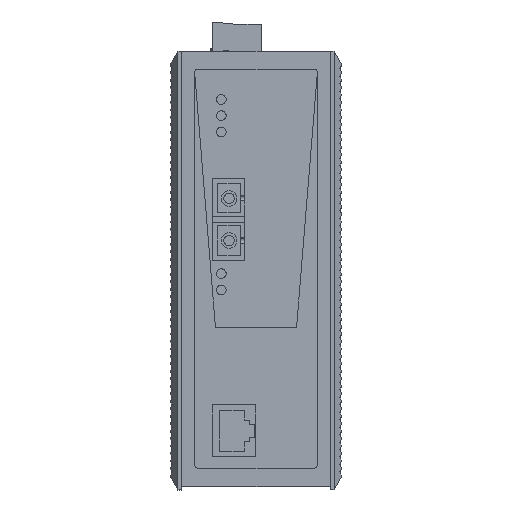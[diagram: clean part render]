
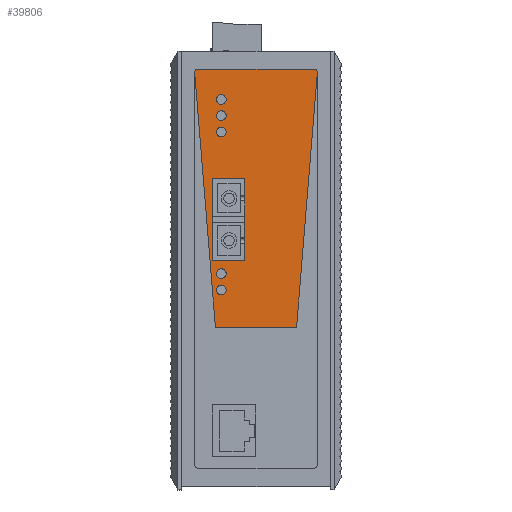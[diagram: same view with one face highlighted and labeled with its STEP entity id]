
A CAD part, top view. The second image highlights one B-rep face of the part: STEP entity #39806.
In plain terms, the highlighted planar face has unit normal (0, 0, 1).
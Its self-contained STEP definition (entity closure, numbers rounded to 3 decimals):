
#39598=AXIS2_PLACEMENT_3D('Circle Axis2P3D',#39596,#39597,$) ;
#39630=AXIS2_PLACEMENT_3D('Circle Axis2P3D',#39628,#39629,$) ;
#39644=AXIS2_PLACEMENT_3D('Plane Axis2P3D',#39641,#39642,#39643) ;
#39671=AXIS2_PLACEMENT_3D('Circle Axis2P3D',#39669,#39670,$) ;
#39685=AXIS2_PLACEMENT_3D('Circle Axis2P3D',#39683,#39684,$) ;
#39736=AXIS2_PLACEMENT_3D('Circle Axis2P3D',#39734,#39735,$) ;
#39745=AXIS2_PLACEMENT_3D('Circle Axis2P3D',#39743,#39744,$) ;
#39754=AXIS2_PLACEMENT_3D('Circle Axis2P3D',#39752,#39753,$) ;
#39763=AXIS2_PLACEMENT_3D('Circle Axis2P3D',#39761,#39762,$) ;
#39772=AXIS2_PLACEMENT_3D('Circle Axis2P3D',#39770,#39771,$) ;
#39781=AXIS2_PLACEMENT_3D('Circle Axis2P3D',#39779,#39780,$) ;
#39790=AXIS2_PLACEMENT_3D('Circle Axis2P3D',#39788,#39789,$) ;
#39799=AXIS2_PLACEMENT_3D('Circle Axis2P3D',#39797,#39798,$) ;
#39593=CARTESIAN_POINT('Vertex',(14.227,120.09,113.3)) ;
#39596=CARTESIAN_POINT('Axis2P3D Location',(15.727,120.09,113.3)) ;
#39600=CARTESIAN_POINT('Vertex',(17.227,120.09,113.3)) ;
#39628=CARTESIAN_POINT('Axis2P3D Location',(15.727,120.09,113.3)) ;
#39641=CARTESIAN_POINT('Axis2P3D Location',(0.027,1.,113.3)) ;
#39646=CARTESIAN_POINT('Line Origine',(10.727,89.22,113.3)) ;
#39650=CARTESIAN_POINT('Vertex',(7.527,128.44,113.3)) ;
#39652=CARTESIAN_POINT('Vertex',(13.927,50.,113.3)) ;
#39655=CARTESIAN_POINT('Line Origine',(26.427,50.,113.3)) ;
#39659=CARTESIAN_POINT('Vertex',(38.927,50.,113.3)) ;
#39662=CARTESIAN_POINT('Line Origine',(42.127,89.22,113.3)) ;
#39666=CARTESIAN_POINT('Vertex',(45.327,128.44,113.3)) ;
#39669=CARTESIAN_POINT('Axis2P3D Location',(44.327,128.44,113.3)) ;
#39673=CARTESIAN_POINT('Vertex',(44.327,129.44,113.3)) ;
#39676=CARTESIAN_POINT('Line Origine',(26.427,129.44,113.3)) ;
#39680=CARTESIAN_POINT('Vertex',(8.527,129.44,113.3)) ;
#39683=CARTESIAN_POINT('Axis2P3D Location',(8.527,128.44,113.3)) ;
#39696=CARTESIAN_POINT('Line Origine',(23.027,83.14,113.3)) ;
#39700=CARTESIAN_POINT('Vertex',(23.027,70.44,113.3)) ;
#39702=CARTESIAN_POINT('Vertex',(23.027,95.84,113.3)) ;
#39705=CARTESIAN_POINT('Line Origine',(18.077,70.44,113.3)) ;
#39709=CARTESIAN_POINT('Vertex',(13.127,70.44,113.3)) ;
#39712=CARTESIAN_POINT('Line Origine',(13.127,83.14,113.3)) ;
#39716=CARTESIAN_POINT('Vertex',(13.127,95.84,113.3)) ;
#39719=CARTESIAN_POINT('Line Origine',(18.077,95.84,113.3)) ;
#39734=CARTESIAN_POINT('Axis2P3D Location',(15.727,115.09,113.3)) ;
#39738=CARTESIAN_POINT('Vertex',(17.227,115.09,113.3)) ;
#39740=CARTESIAN_POINT('Vertex',(14.227,115.09,113.3)) ;
#39743=CARTESIAN_POINT('Axis2P3D Location',(15.727,115.09,113.3)) ;
#39752=CARTESIAN_POINT('Axis2P3D Location',(15.727,61.44,113.3)) ;
#39756=CARTESIAN_POINT('Vertex',(17.227,61.44,113.3)) ;
#39758=CARTESIAN_POINT('Vertex',(14.227,61.44,113.3)) ;
#39761=CARTESIAN_POINT('Axis2P3D Location',(15.727,61.44,113.3)) ;
#39770=CARTESIAN_POINT('Axis2P3D Location',(15.727,66.44,113.3)) ;
#39774=CARTESIAN_POINT('Vertex',(17.227,66.44,113.3)) ;
#39776=CARTESIAN_POINT('Vertex',(14.227,66.44,113.3)) ;
#39779=CARTESIAN_POINT('Axis2P3D Location',(15.727,66.44,113.3)) ;
#39788=CARTESIAN_POINT('Axis2P3D Location',(15.727,110.09,113.3)) ;
#39792=CARTESIAN_POINT('Vertex',(17.227,110.09,113.3)) ;
#39794=CARTESIAN_POINT('Vertex',(14.227,110.09,113.3)) ;
#39797=CARTESIAN_POINT('Axis2P3D Location',(15.727,110.09,113.3)) ;
#39597=DIRECTION('Axis2P3D Direction',(0.,0.,1.)) ;
#39629=DIRECTION('Axis2P3D Direction',(0.,0.,1.)) ;
#39642=DIRECTION('Axis2P3D Direction',(0.,0.,1.)) ;
#39643=DIRECTION('Axis2P3D XDirection',(1.,0.,0.)) ;
#39647=DIRECTION('Vector Direction',(0.081,-0.997,0.)) ;
#39656=DIRECTION('Vector Direction',(1.,0.,0.)) ;
#39663=DIRECTION('Vector Direction',(0.081,0.997,0.)) ;
#39670=DIRECTION('Axis2P3D Direction',(0.,0.,1.)) ;
#39677=DIRECTION('Vector Direction',(-1.,0.,0.)) ;
#39684=DIRECTION('Axis2P3D Direction',(0.,0.,1.)) ;
#39697=DIRECTION('Vector Direction',(0.,1.,0.)) ;
#39706=DIRECTION('Vector Direction',(-1.,0.,0.)) ;
#39713=DIRECTION('Vector Direction',(0.,-1.,0.)) ;
#39720=DIRECTION('Vector Direction',(1.,0.,0.)) ;
#39735=DIRECTION('Axis2P3D Direction',(0.,0.,1.)) ;
#39744=DIRECTION('Axis2P3D Direction',(0.,0.,1.)) ;
#39753=DIRECTION('Axis2P3D Direction',(0.,0.,1.)) ;
#39762=DIRECTION('Axis2P3D Direction',(0.,0.,1.)) ;
#39771=DIRECTION('Axis2P3D Direction',(0.,0.,1.)) ;
#39780=DIRECTION('Axis2P3D Direction',(0.,0.,1.)) ;
#39789=DIRECTION('Axis2P3D Direction',(0.,0.,1.)) ;
#39798=DIRECTION('Axis2P3D Direction',(0.,0.,1.)) ;
#39648=VECTOR('Line Direction',#39647,1.) ;
#39657=VECTOR('Line Direction',#39656,1.) ;
#39664=VECTOR('Line Direction',#39663,1.) ;
#39678=VECTOR('Line Direction',#39677,1.) ;
#39698=VECTOR('Line Direction',#39697,1.) ;
#39707=VECTOR('Line Direction',#39706,1.) ;
#39714=VECTOR('Line Direction',#39713,1.) ;
#39721=VECTOR('Line Direction',#39720,1.) ;
#39689=ORIENTED_EDGE('',*,*,#39654,.T.) ;
#39690=ORIENTED_EDGE('',*,*,#39661,.T.) ;
#39691=ORIENTED_EDGE('',*,*,#39668,.T.) ;
#39692=ORIENTED_EDGE('',*,*,#39675,.T.) ;
#39693=ORIENTED_EDGE('',*,*,#39682,.T.) ;
#39694=ORIENTED_EDGE('',*,*,#39687,.T.) ;
#39725=ORIENTED_EDGE('',*,*,#39704,.F.) ;
#39726=ORIENTED_EDGE('',*,*,#39711,.F.) ;
#39727=ORIENTED_EDGE('',*,*,#39718,.F.) ;
#39728=ORIENTED_EDGE('',*,*,#39723,.F.) ;
#39731=ORIENTED_EDGE('',*,*,#39632,.F.) ;
#39732=ORIENTED_EDGE('',*,*,#39602,.F.) ;
#39749=ORIENTED_EDGE('',*,*,#39742,.F.) ;
#39750=ORIENTED_EDGE('',*,*,#39747,.F.) ;
#39767=ORIENTED_EDGE('',*,*,#39760,.F.) ;
#39768=ORIENTED_EDGE('',*,*,#39765,.F.) ;
#39785=ORIENTED_EDGE('',*,*,#39778,.F.) ;
#39786=ORIENTED_EDGE('',*,*,#39783,.F.) ;
#39803=ORIENTED_EDGE('',*,*,#39796,.F.) ;
#39804=ORIENTED_EDGE('',*,*,#39801,.F.) ;
#39729=FACE_BOUND('',#39724,.T.) ;
#39733=FACE_BOUND('',#39730,.T.) ;
#39751=FACE_BOUND('',#39748,.T.) ;
#39769=FACE_BOUND('',#39766,.T.) ;
#39787=FACE_BOUND('',#39784,.T.) ;
#39805=FACE_BOUND('',#39802,.T.) ;
#39806=ADVANCED_FACE('AUFDRUCK_ORANGE',(#39695,#39729,#39733,#39751,#39769,#39787,#39805),#39645,.T.) ;
#39599=CIRCLE('generated circle',#39598,1.5) ;
#39631=CIRCLE('generated circle',#39630,1.5) ;
#39672=CIRCLE('generated circle',#39671,1.) ;
#39686=CIRCLE('generated circle',#39685,1.) ;
#39737=CIRCLE('generated circle',#39736,1.5) ;
#39746=CIRCLE('generated circle',#39745,1.5) ;
#39755=CIRCLE('generated circle',#39754,1.5) ;
#39764=CIRCLE('generated circle',#39763,1.5) ;
#39773=CIRCLE('generated circle',#39772,1.5) ;
#39782=CIRCLE('generated circle',#39781,1.5) ;
#39791=CIRCLE('generated circle',#39790,1.5) ;
#39800=CIRCLE('generated circle',#39799,1.5) ;
#39602=EDGE_CURVE('',#39594,#39601,#39599,.T.) ;
#39632=EDGE_CURVE('',#39601,#39594,#39631,.T.) ;
#39654=EDGE_CURVE('',#39651,#39653,#39649,.T.) ;
#39661=EDGE_CURVE('',#39653,#39660,#39658,.T.) ;
#39668=EDGE_CURVE('',#39660,#39667,#39665,.T.) ;
#39675=EDGE_CURVE('',#39667,#39674,#39672,.T.) ;
#39682=EDGE_CURVE('',#39674,#39681,#39679,.T.) ;
#39687=EDGE_CURVE('',#39681,#39651,#39686,.T.) ;
#39704=EDGE_CURVE('',#39701,#39703,#39699,.T.) ;
#39711=EDGE_CURVE('',#39710,#39701,#39708,.F.) ;
#39718=EDGE_CURVE('',#39717,#39710,#39715,.T.) ;
#39723=EDGE_CURVE('',#39703,#39717,#39722,.F.) ;
#39742=EDGE_CURVE('',#39739,#39741,#39737,.T.) ;
#39747=EDGE_CURVE('',#39741,#39739,#39746,.T.) ;
#39760=EDGE_CURVE('',#39757,#39759,#39755,.T.) ;
#39765=EDGE_CURVE('',#39759,#39757,#39764,.T.) ;
#39778=EDGE_CURVE('',#39775,#39777,#39773,.T.) ;
#39783=EDGE_CURVE('',#39777,#39775,#39782,.T.) ;
#39796=EDGE_CURVE('',#39793,#39795,#39791,.T.) ;
#39801=EDGE_CURVE('',#39795,#39793,#39800,.T.) ;
#39688=EDGE_LOOP('',(#39689,#39690,#39691,#39692,#39693,#39694)) ;
#39724=EDGE_LOOP('',(#39725,#39726,#39727,#39728)) ;
#39730=EDGE_LOOP('',(#39731,#39732)) ;
#39748=EDGE_LOOP('',(#39749,#39750)) ;
#39766=EDGE_LOOP('',(#39767,#39768)) ;
#39784=EDGE_LOOP('',(#39785,#39786)) ;
#39802=EDGE_LOOP('',(#39803,#39804)) ;
#39695=FACE_OUTER_BOUND('',#39688,.T.) ;
#39649=LINE('Line',#39646,#39648) ;
#39658=LINE('Line',#39655,#39657) ;
#39665=LINE('Line',#39662,#39664) ;
#39679=LINE('Line',#39676,#39678) ;
#39699=LINE('Line',#39696,#39698) ;
#39708=LINE('Line',#39705,#39707) ;
#39715=LINE('Line',#39712,#39714) ;
#39722=LINE('Line',#39719,#39721) ;
#39645=PLANE('',#39644) ;
#39594=VERTEX_POINT('',#39593) ;
#39601=VERTEX_POINT('',#39600) ;
#39651=VERTEX_POINT('',#39650) ;
#39653=VERTEX_POINT('',#39652) ;
#39660=VERTEX_POINT('',#39659) ;
#39667=VERTEX_POINT('',#39666) ;
#39674=VERTEX_POINT('',#39673) ;
#39681=VERTEX_POINT('',#39680) ;
#39701=VERTEX_POINT('',#39700) ;
#39703=VERTEX_POINT('',#39702) ;
#39710=VERTEX_POINT('',#39709) ;
#39717=VERTEX_POINT('',#39716) ;
#39739=VERTEX_POINT('',#39738) ;
#39741=VERTEX_POINT('',#39740) ;
#39757=VERTEX_POINT('',#39756) ;
#39759=VERTEX_POINT('',#39758) ;
#39775=VERTEX_POINT('',#39774) ;
#39777=VERTEX_POINT('',#39776) ;
#39793=VERTEX_POINT('',#39792) ;
#39795=VERTEX_POINT('',#39794) ;
